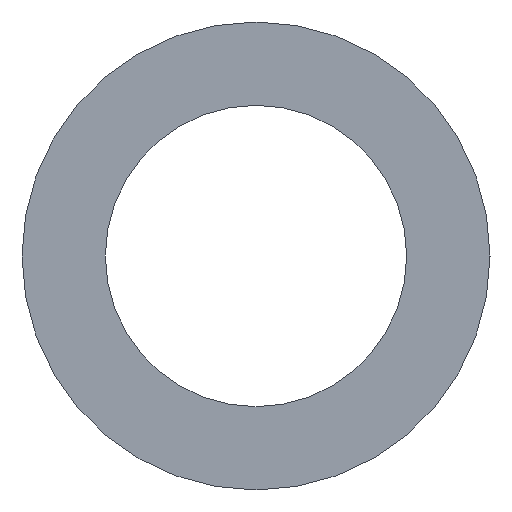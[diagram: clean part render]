
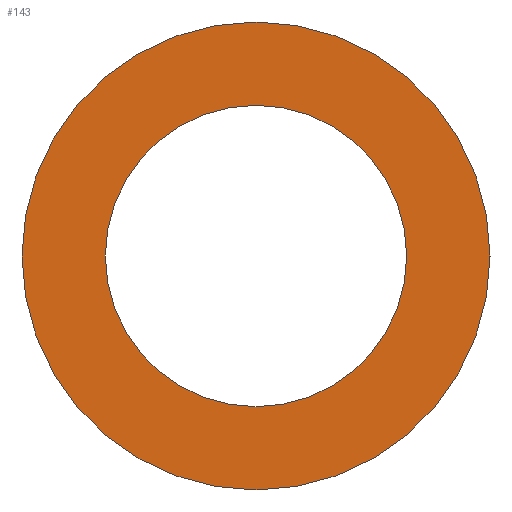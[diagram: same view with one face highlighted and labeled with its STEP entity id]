
A CAD part, left-side view. The second image highlights one B-rep face of the part: STEP entity #143.
In plain terms, the highlighted planar face has unit normal (-1, 0, 0).
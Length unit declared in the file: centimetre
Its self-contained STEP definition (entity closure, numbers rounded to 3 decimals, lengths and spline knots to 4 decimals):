
#20=PLANE('',#163);
#29=FACE_BOUND('',#59,.T.);
#41=FACE_OUTER_BOUND('',#58,.T.);
#58=EDGE_LOOP('',(#118));
#59=EDGE_LOOP('',(#119));
#77=CIRCLE('',#162,0.8);
#78=CIRCLE('',#164,0.515);
#89=VERTEX_POINT('',#242);
#90=VERTEX_POINT('',#245);
#101=EDGE_CURVE('',#89,#89,#77,.T.);
#102=EDGE_CURVE('',#90,#90,#78,.T.);
#118=ORIENTED_EDGE('',*,*,#101,.T.);
#119=ORIENTED_EDGE('',*,*,#102,.T.);
#143=ADVANCED_FACE('',(#41,#29),#20,.T.);
#162=AXIS2_PLACEMENT_3D('',#243,#198,#199);
#163=AXIS2_PLACEMENT_3D('',#244,#200,#201);
#164=AXIS2_PLACEMENT_3D('',#246,#202,#203);
#198=DIRECTION('center_axis',(-1.,0.,0.));
#199=DIRECTION('ref_axis',(0.,-1.,0.));
#200=DIRECTION('center_axis',(-1.,0.,0.));
#201=DIRECTION('ref_axis',(0.,0.,1.));
#202=DIRECTION('center_axis',(1.,0.,0.));
#203=DIRECTION('ref_axis',(0.,1.,0.));
#242=CARTESIAN_POINT('',(0.,-0.8,0.));
#243=CARTESIAN_POINT('Origin',(0.,0.,0.));
#244=CARTESIAN_POINT('Origin',(0.,-0.88,-0.88));
#245=CARTESIAN_POINT('',(0.,0.515,0.));
#246=CARTESIAN_POINT('Origin',(0.,0.,0.));
